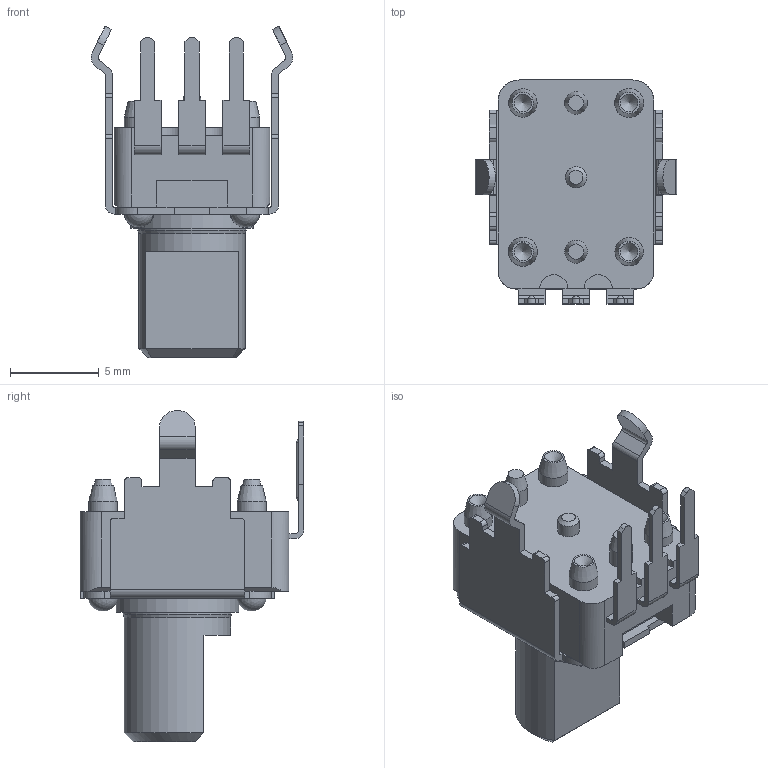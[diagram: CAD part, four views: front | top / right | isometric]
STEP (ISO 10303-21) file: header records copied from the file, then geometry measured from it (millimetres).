
FILE_DESCRIPTION(/* description */ ('STEP AP242','CAx-IF Rec.Pracs.---Representation and Presentation of Product Manufacturing Information (PMI)---4.0---2014-10-13','CAx-IF Rec.Pracs.---3D Tessellated Geometry---0.4---2014-09-14','2;1'),/* implementation_level */ '2;1');
FILE_NAME(/* name */ '64305af454735e707c9c9b6d',/* time_stamp */ '2023-04-07T18:03:32+00:00',/* author */ (''),/* organization */ (''),/* preprocessor_version */ 'ST-DEVELOPER v18.102',/* originating_system */ ' ',/* authorisation */ ' ');
FILE_SCHEMA (('AP242_MANAGED_MODEL_BASED_3D_ENGINEERING_MIM_LF { 1 0 10303 442 1 1 4 }'));
Length unit declared in the file: metre
Products named in the file (1): RK09K1130-15
Bounding box: 11.4 x 12.65 x 18.7 mm (x, y, z)
Volume: 759.8 mm3; surface area: 901 mm2
Topology: 1 solids, 1 shells, 207 faces, 561 edges, 369 vertices
Faces by surface type: plane 128, cylinder 56, cone 13, sphere 10
Full cylindrical faces by diameter (mm): 1.2 x1, 1.3 x2, 1.6 x2, 1.64 x2, 6 x1, 6.11 x1, 6.92 x1
Entity records: 7088 total; most frequent: CARTESIAN_POINT 1096, DIRECTION 1071, ORIENTED_EDGE 1032, EDGE_CURVE 516, LINE 371, VECTOR 371, VERTEX_POINT 356, AXIS2_PLACEMENT_3D 350
